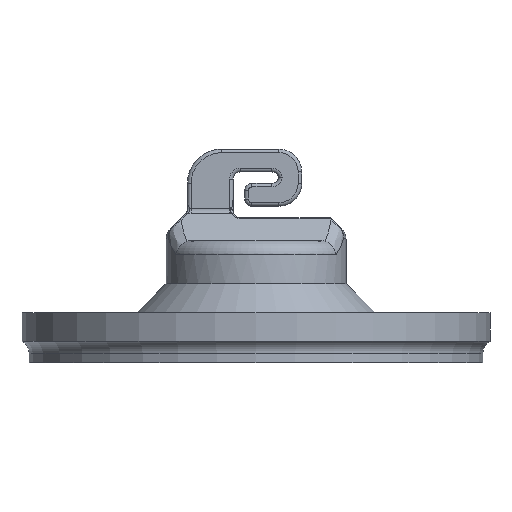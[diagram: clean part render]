
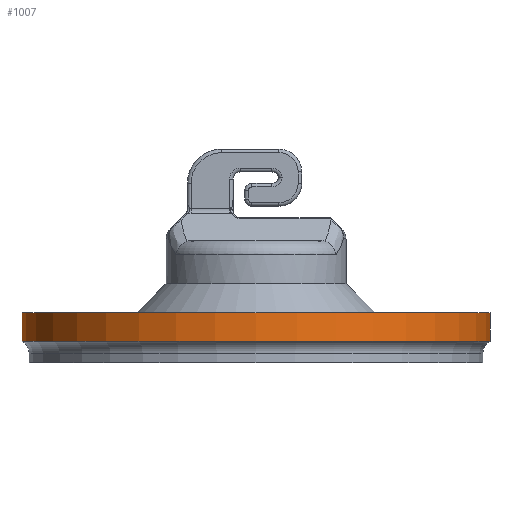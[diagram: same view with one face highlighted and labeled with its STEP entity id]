
A CAD part, front view. The second image highlights one B-rep face of the part: STEP entity #1007.
In plain terms, the highlighted cylindrical face has radius 32.5 mm (diameter 65 mm), a partial arc.
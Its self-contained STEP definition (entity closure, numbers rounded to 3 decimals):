
#158 = CYLINDRICAL_SURFACE ( 'NONE', #3633, 32.5 ) ;
#245 = CARTESIAN_POINT ( 'NONE',  ( 0., 0., -46. ) ) ;
#312 = CARTESIAN_POINT ( 'NONE',  ( 32.5, 0., -46. ) ) ;
#422 = DIRECTION ( 'NONE',  ( 0., 0., 1. ) ) ;
#444 = DIRECTION ( 'NONE',  ( 0., 0., 1. ) ) ;
#524 = ORIENTED_EDGE ( 'NONE', *, *, #1185, .T. ) ;
#527 = DIRECTION ( 'NONE',  ( 1., 0., 0. ) ) ;
#546 = DIRECTION ( 'NONE',  ( -1., 0., 0. ) ) ;
#550 = VERTEX_POINT ( 'NONE', #1158 ) ;
#639 = ORIENTED_EDGE ( 'NONE', *, *, #2892, .F. ) ;
#846 = CARTESIAN_POINT ( 'NONE',  ( 0., 0., -53. ) ) ;
#954 = ORIENTED_EDGE ( 'NONE', *, *, #1882, .F. ) ;
#1007 = ADVANCED_FACE ( 'NONE', ( #2093 ), #158, .T. ) ;
#1059 = VECTOR ( 'NONE', #1499, 1000. ) ;
#1158 = CARTESIAN_POINT ( 'NONE',  ( -32.5, 0., -46. ) ) ;
#1167 = VERTEX_POINT ( 'NONE', #312 ) ;
#1185 = EDGE_CURVE ( 'NONE', #1167, #550, #3233, .T. ) ;
#1371 = LINE ( 'NONE', #1650, #1638 ) ;
#1499 = DIRECTION ( 'NONE',  ( 0., 0., 1. ) ) ;
#1638 = VECTOR ( 'NONE', #422, 1000. ) ;
#1650 = CARTESIAN_POINT ( 'NONE',  ( -32.5, 0., -53. ) ) ;
#1857 = CARTESIAN_POINT ( 'NONE',  ( 32.5, 0., -50. ) ) ;
#1882 = EDGE_CURVE ( 'NONE', #2241, #2884, #4064, .T. ) ;
#2003 = CARTESIAN_POINT ( 'NONE',  ( -32.5, 0., -50. ) ) ;
#2066 = DIRECTION ( 'NONE',  ( 0., 0., -1. ) ) ;
#2093 = FACE_OUTER_BOUND ( 'NONE', #2956, .T. ) ;
#2117 = AXIS2_PLACEMENT_3D ( 'NONE', #245, #3888, #546 ) ;
#2241 = VERTEX_POINT ( 'NONE', #1857 ) ;
#2569 = EDGE_CURVE ( 'NONE', #2241, #1167, #2863, .T. ) ;
#2725 = DIRECTION ( 'NONE',  ( -1., 0., 0. ) ) ;
#2863 = LINE ( 'NONE', #3489, #1059 ) ;
#2884 = VERTEX_POINT ( 'NONE', #2003 ) ;
#2892 = EDGE_CURVE ( 'NONE', #2884, #550, #1371, .T. ) ;
#2956 = EDGE_LOOP ( 'NONE', ( #639, #954, #3301, #524 ) ) ;
#3099 = CARTESIAN_POINT ( 'NONE',  ( 0., 0., -50. ) ) ;
#3157 = AXIS2_PLACEMENT_3D ( 'NONE', #3099, #2066, #2725 ) ;
#3233 = CIRCLE ( 'NONE', #2117, 32.5 ) ;
#3301 = ORIENTED_EDGE ( 'NONE', *, *, #2569, .T. ) ;
#3489 = CARTESIAN_POINT ( 'NONE',  ( 32.5, 0., -53. ) ) ;
#3633 = AXIS2_PLACEMENT_3D ( 'NONE', #846, #444, #527 ) ;
#3888 = DIRECTION ( 'NONE',  ( 0., 0., -1. ) ) ;
#4064 = CIRCLE ( 'NONE', #3157, 32.5 ) ;
